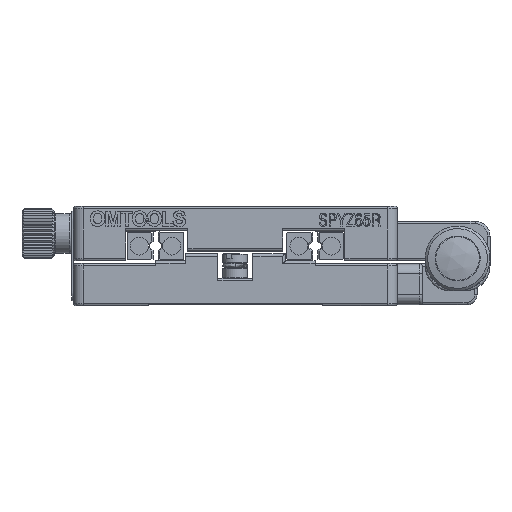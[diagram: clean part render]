
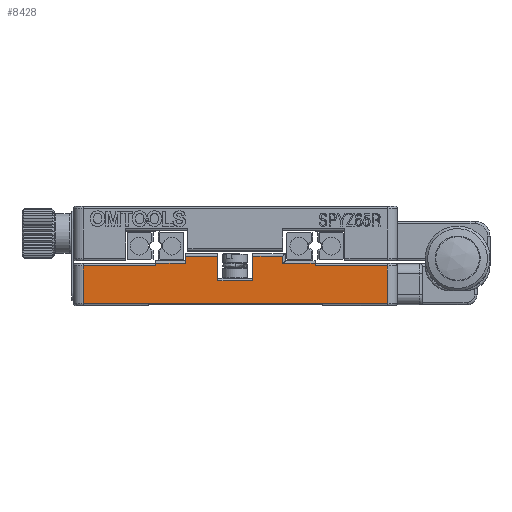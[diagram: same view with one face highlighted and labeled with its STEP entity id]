
A CAD part, front view. The second image highlights one B-rep face of the part: STEP entity #8428.
In plain terms, the highlighted planar face has unit normal (0, -1, 0).
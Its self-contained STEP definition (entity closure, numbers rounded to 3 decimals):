
#241 = LINE ( 'NONE', #17560, #18194 ) ;
#407 = AXIS2_PLACEMENT_3D ( 'NONE', #20664, #23417, #20426 ) ;
#1006 = VERTEX_POINT ( 'NONE', #10204 ) ;
#1278 = CARTESIAN_POINT ( 'NONE',  ( 9.5, -32.5, 8.5 ) ) ;
#1904 = EDGE_CURVE ( 'NONE', #18196, #6292, #20274, .T. ) ;
#2313 = VECTOR ( 'NONE', #23179, 1000. ) ;
#2541 = EDGE_CURVE ( 'NONE', #17700, #18196, #24642, .T. ) ;
#2687 = DIRECTION ( 'NONE',  ( 0., 0., -1. ) ) ;
#2756 = EDGE_CURVE ( 'NONE', #8185, #36403, #17502, .T. ) ;
#2774 = DIRECTION ( 'NONE',  ( 0., 0., -1. ) ) ;
#3433 = LINE ( 'NONE', #24676, #32381 ) ;
#4507 = CARTESIAN_POINT ( 'NONE',  ( -16., -32.5, 8.5 ) ) ;
#4600 = CARTESIAN_POINT ( 'NONE',  ( 3.5, -32.5, 10.5 ) ) ;
#4920 = EDGE_CURVE ( 'NONE', #12093, #26974, #17301, .T. ) ;
#5888 = CARTESIAN_POINT ( 'NONE',  ( 3.5, -32.5, 10. ) ) ;
#5928 = ORIENTED_EDGE ( 'NONE', *, *, #1904, .T. ) ;
#6250 = LINE ( 'NONE', #35883, #36017 ) ;
#6292 = VERTEX_POINT ( 'NONE', #23490 ) ;
#6314 = VECTOR ( 'NONE', #12539, 1000. ) ;
#6442 = VECTOR ( 'NONE', #19420, 1000. ) ;
#6762 = VECTOR ( 'NONE', #15682, 1000. ) ;
#6961 = DIRECTION ( 'NONE',  ( 0., 0., 1. ) ) ;
#6963 = LINE ( 'NONE', #7651, #34082 ) ;
#6964 = LINE ( 'NONE', #18782, #22689 ) ;
#7249 = DIRECTION ( 'NONE',  ( 0., 0., 1. ) ) ;
#7524 = CARTESIAN_POINT ( 'NONE',  ( 9.5, -32.5, 10. ) ) ;
#7651 = CARTESIAN_POINT ( 'NONE',  ( -16., -32.5, 8.5 ) ) ;
#7836 = EDGE_CURVE ( 'NONE', #27576, #12632, #26374, .T. ) ;
#7878 = FACE_OUTER_BOUND ( 'NONE', #30543, .T. ) ;
#7906 = DIRECTION ( 'NONE',  ( -1., 0., 0. ) ) ;
#8185 = VERTEX_POINT ( 'NONE', #22291 ) ;
#8366 = VECTOR ( 'NONE', #2774, 1000. ) ;
#8428 = ADVANCED_FACE ( 'NONE', ( #7878 ), #14822, .F. ) ;
#8770 = CARTESIAN_POINT ( 'NONE',  ( -16., -32.5, 10.5 ) ) ;
#8891 = VERTEX_POINT ( 'NONE', #5888 ) ;
#9628 = CARTESIAN_POINT ( 'NONE',  ( -10., -32.5, 9. ) ) ;
#9711 = VECTOR ( 'NONE', #19786, 1000. ) ;
#10094 = VECTOR ( 'NONE', #2687, 1000. ) ;
#10204 = CARTESIAN_POINT ( 'NONE',  ( 16., -32.5, 8.5 ) ) ;
#10778 = CARTESIAN_POINT ( 'NONE',  ( -32.5, -32.5, 5. ) ) ;
#11205 = VERTEX_POINT ( 'NONE', #22209 ) ;
#12093 = VERTEX_POINT ( 'NONE', #1278 ) ;
#12189 = ORIENTED_EDGE ( 'NONE', *, *, #16910, .T. ) ;
#12539 = DIRECTION ( 'NONE',  ( 0., 0., 1. ) ) ;
#12561 = VECTOR ( 'NONE', #7249, 1000. ) ;
#12576 = VERTEX_POINT ( 'NONE', #30856 ) ;
#12632 = VERTEX_POINT ( 'NONE', #17407 ) ;
#12681 = ORIENTED_EDGE ( 'NONE', *, *, #2756, .T. ) ;
#13803 = EDGE_CURVE ( 'NONE', #1006, #12093, #241, .T. ) ;
#14466 = CARTESIAN_POINT ( 'NONE',  ( 16., -32.5, 8. ) ) ;
#14822 = PLANE ( 'NONE',  #407 ) ;
#14852 = EDGE_CURVE ( 'NONE', #36403, #12576, #35599, .T. ) ;
#15577 = ORIENTED_EDGE ( 'NONE', *, *, #21128, .T. ) ;
#15682 = DIRECTION ( 'NONE',  ( -1., 0., 0. ) ) ;
#15801 = CARTESIAN_POINT ( 'NONE',  ( -10., -32.5, 10. ) ) ;
#15929 = EDGE_CURVE ( 'NONE', #8891, #16578, #33996, .T. ) ;
#16554 = VERTEX_POINT ( 'NONE', #35756 ) ;
#16578 = VERTEX_POINT ( 'NONE', #33081 ) ;
#16910 = EDGE_CURVE ( 'NONE', #11205, #16554, #26439, .T. ) ;
#17301 = LINE ( 'NONE', #23471, #27460 ) ;
#17407 = CARTESIAN_POINT ( 'NONE',  ( -16., -32.5, 8. ) ) ;
#17502 = LINE ( 'NONE', #36360, #10094 ) ;
#17560 = CARTESIAN_POINT ( 'NONE',  ( -32.5, -32.5, 8.5 ) ) ;
#17700 = VERTEX_POINT ( 'NONE', #35129 ) ;
#17799 = LINE ( 'NONE', #26966, #12561 ) ;
#18194 = VECTOR ( 'NONE', #20619, 1000. ) ;
#18196 = VERTEX_POINT ( 'NONE', #27441 ) ;
#18492 = ORIENTED_EDGE ( 'NONE', *, *, #14852, .T. ) ;
#18782 = CARTESIAN_POINT ( 'NONE',  ( -30.5, -32.5, 8. ) ) ;
#19420 = DIRECTION ( 'NONE',  ( -1., 0., 0. ) ) ;
#19786 = DIRECTION ( 'NONE',  ( 0., 0., 1. ) ) ;
#20136 = ORIENTED_EDGE ( 'NONE', *, *, #13803, .T. ) ;
#20236 = CARTESIAN_POINT ( 'NONE',  ( -10., -32.5, 8.5 ) ) ;
#20274 = LINE ( 'NONE', #15801, #6762 ) ;
#20426 = DIRECTION ( 'NONE',  ( 0., 0., 1. ) ) ;
#20619 = DIRECTION ( 'NONE',  ( -1., 0., 0. ) ) ;
#20664 = CARTESIAN_POINT ( 'NONE',  ( -32.5, -32.5, 10.5 ) ) ;
#20669 = ORIENTED_EDGE ( 'NONE', *, *, #28183, .T. ) ;
#21114 = ORIENTED_EDGE ( 'NONE', *, *, #2541, .T. ) ;
#21128 = EDGE_CURVE ( 'NONE', #26974, #8891, #3433, .T. ) ;
#21831 = EDGE_CURVE ( 'NONE', #22313, #27576, #6963, .T. ) ;
#21925 = EDGE_CURVE ( 'NONE', #16554, #1006, #17799, .T. ) ;
#22209 = CARTESIAN_POINT ( 'NONE',  ( 30.5, -32.5, 8. ) ) ;
#22291 = CARTESIAN_POINT ( 'NONE',  ( -30.5, -32.5, 8. ) ) ;
#22313 = VERTEX_POINT ( 'NONE', #20236 ) ;
#22689 = VECTOR ( 'NONE', #27678, 1000. ) ;
#22995 = CARTESIAN_POINT ( 'NONE',  ( -30.5, -32.5, 0.5 ) ) ;
#23179 = DIRECTION ( 'NONE',  ( -1., 0., 0. ) ) ;
#23417 = DIRECTION ( 'NONE',  ( 0., 1., 0. ) ) ;
#23471 = CARTESIAN_POINT ( 'NONE',  ( 9.5, -32.5, 10.5 ) ) ;
#23490 = CARTESIAN_POINT ( 'NONE',  ( -10., -32.5, 10. ) ) ;
#24544 = DIRECTION ( 'NONE',  ( -1., 0., 0. ) ) ;
#24642 = LINE ( 'NONE', #33911, #9711 ) ;
#24676 = CARTESIAN_POINT ( 'NONE',  ( 3.5, -32.5, 10. ) ) ;
#24886 = DIRECTION ( 'NONE',  ( 0., 0., 1. ) ) ;
#25276 = LINE ( 'NONE', #10778, #6442 ) ;
#25410 = ORIENTED_EDGE ( 'NONE', *, *, #4920, .T. ) ;
#25418 = ORIENTED_EDGE ( 'NONE', *, *, #32768, .T. ) ;
#26374 = LINE ( 'NONE', #8770, #8366 ) ;
#26439 = LINE ( 'NONE', #14466, #2313 ) ;
#26966 = CARTESIAN_POINT ( 'NONE',  ( 16., -32.5, 10.5 ) ) ;
#26974 = VERTEX_POINT ( 'NONE', #7524 ) ;
#27441 = CARTESIAN_POINT ( 'NONE',  ( -3.5, -32.5, 10. ) ) ;
#27460 = VECTOR ( 'NONE', #6961, 1000. ) ;
#27576 = VERTEX_POINT ( 'NONE', #4507 ) ;
#27678 = DIRECTION ( 'NONE',  ( -1., 0., 0. ) ) ;
#27940 = VECTOR ( 'NONE', #29729, 1000. ) ;
#28183 = EDGE_CURVE ( 'NONE', #12632, #8185, #6964, .T. ) ;
#28275 = LINE ( 'NONE', #9628, #6314 ) ;
#28678 = ORIENTED_EDGE ( 'NONE', *, *, #29141, .T. ) ;
#28725 = ORIENTED_EDGE ( 'NONE', *, *, #7836, .T. ) ;
#29141 = EDGE_CURVE ( 'NONE', #16578, #17700, #25276, .T. ) ;
#29729 = DIRECTION ( 'NONE',  ( 0., 0., -1. ) ) ;
#30543 = EDGE_LOOP ( 'NONE', ( #25418, #12189, #35142, #20136, #25410, #15577, #36283, #28678, #21114, #5928, #30890, #35487, #28725, #20669, #12681, #18492 ) ) ;
#30856 = CARTESIAN_POINT ( 'NONE',  ( 30.5, -32.5, 0.5 ) ) ;
#30890 = ORIENTED_EDGE ( 'NONE', *, *, #31967, .F. ) ;
#31967 = EDGE_CURVE ( 'NONE', #22313, #6292, #28275, .T. ) ;
#32381 = VECTOR ( 'NONE', #7906, 1000. ) ;
#32768 = EDGE_CURVE ( 'NONE', #12576, #11205, #6250, .T. ) ;
#33081 = CARTESIAN_POINT ( 'NONE',  ( 3.5, -32.5, 5. ) ) ;
#33334 = CARTESIAN_POINT ( 'NONE',  ( -32.5, -32.5, 0.5 ) ) ;
#33858 = VECTOR ( 'NONE', #36120, 1000. ) ;
#33911 = CARTESIAN_POINT ( 'NONE',  ( -3.5, -32.5, 10.5 ) ) ;
#33996 = LINE ( 'NONE', #4600, #27940 ) ;
#34082 = VECTOR ( 'NONE', #24544, 1000. ) ;
#35129 = CARTESIAN_POINT ( 'NONE',  ( -3.5, -32.5, 5. ) ) ;
#35142 = ORIENTED_EDGE ( 'NONE', *, *, #21925, .T. ) ;
#35487 = ORIENTED_EDGE ( 'NONE', *, *, #21831, .T. ) ;
#35599 = LINE ( 'NONE', #33334, #33858 ) ;
#35756 = CARTESIAN_POINT ( 'NONE',  ( 16., -32.5, 8. ) ) ;
#35883 = CARTESIAN_POINT ( 'NONE',  ( 30.5, -32.5, 10.5 ) ) ;
#36017 = VECTOR ( 'NONE', #24886, 1000. ) ;
#36120 = DIRECTION ( 'NONE',  ( 1., 0., 0. ) ) ;
#36283 = ORIENTED_EDGE ( 'NONE', *, *, #15929, .T. ) ;
#36360 = CARTESIAN_POINT ( 'NONE',  ( -30.5, -32.5, 10.5 ) ) ;
#36403 = VERTEX_POINT ( 'NONE', #22995 ) ;
